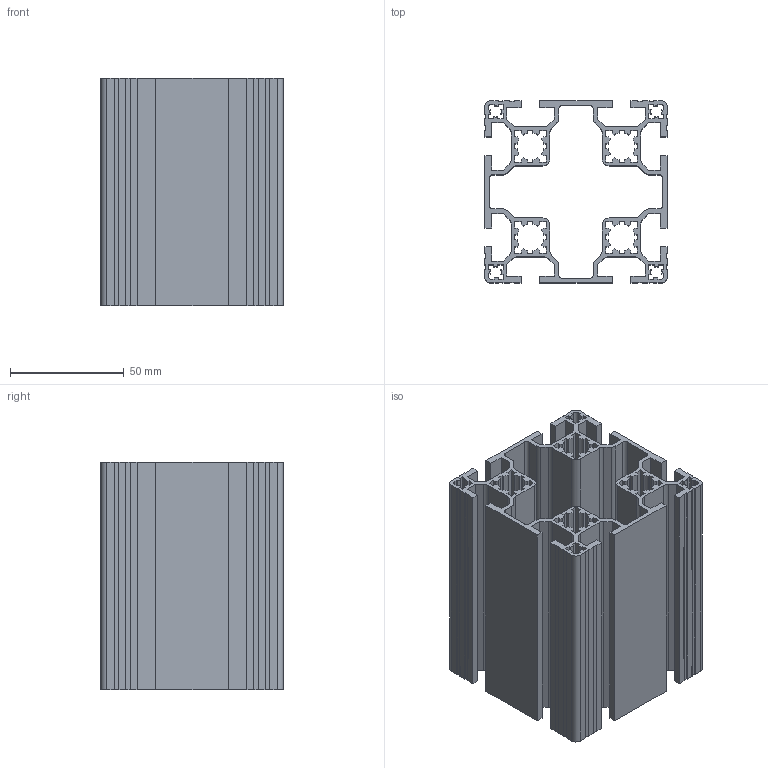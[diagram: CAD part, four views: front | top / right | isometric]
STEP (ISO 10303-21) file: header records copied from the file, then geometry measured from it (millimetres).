
FILE_DESCRIPTION (( 'STEP AP203' ), '1' );
FILE_NAME ('JL-8-8080EE.STEP', '2019-07-24T02:37:43', ( 'User' ), ( 'China' ), 'SwSTEP 2.0', 'SolidWorks 2015', '' );
FILE_SCHEMA (( 'CONFIG_CONTROL_DESIGN' ));
Length unit declared in the file: millimetre
Products named in the file (1): JL-8-8080EE
Bounding box: 80 x 80 x 100 mm (x, y, z)
Volume: 138835.7 mm3; surface area: 142706.7 mm2
Topology: 1 solids, 1 shells, 644 faces, 1899 edges, 1266 vertices
Faces by surface type: plane 512, cylinder 104, bspline 28
Entity records: 22236 total; most frequent: CARTESIAN_POINT 4918, ORIENTED_EDGE 3798, DIRECTION 3285, EDGE_CURVE 1899, VECTOR 1635, LINE 1635, VERTEX_POINT 1266, AXIS2_PLACEMENT_3D 825
